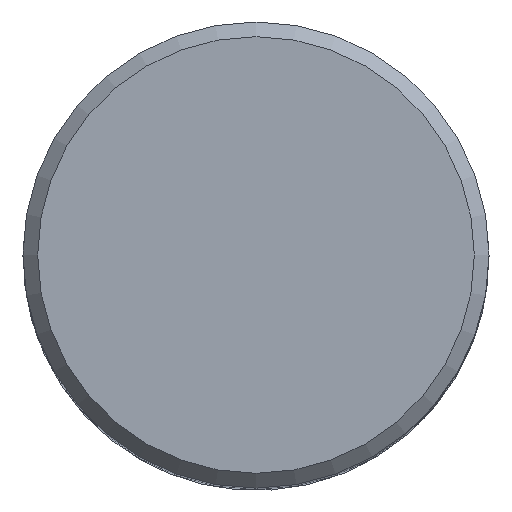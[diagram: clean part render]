
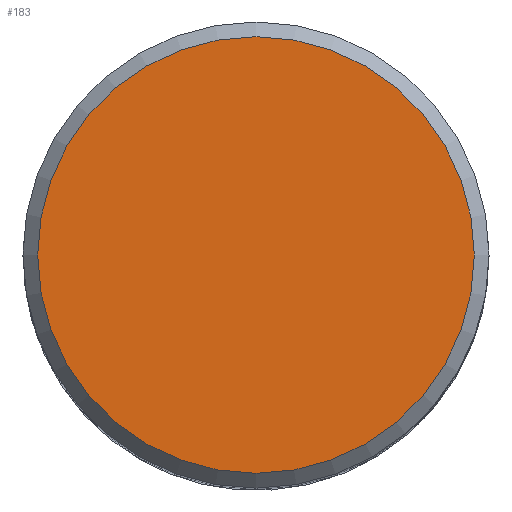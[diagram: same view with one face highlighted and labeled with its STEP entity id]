
A CAD part, top view. The second image highlights one B-rep face of the part: STEP entity #183.
In plain terms, the highlighted planar face has unit normal (0, 0, 1).
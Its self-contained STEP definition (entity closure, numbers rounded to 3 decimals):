
#164=FACE_OUTER_BOUND('',#264,.T.);
#183=ADVANCED_FACE('',(#164),#207,.T.);
#207=PLANE('',#567);
#264=EDGE_LOOP('',(#312));
#312=ORIENTED_EDGE('',*,*,#383,.T.);
#357=VERTEX_POINT('',#747);
#383=EDGE_CURVE('',#357,#357,#407,.T.);
#407=CIRCLE('',#566,23.5);
#566=AXIS2_PLACEMENT_3D('',#746,#639,#640);
#567=AXIS2_PLACEMENT_3D('',#748,#641,#642);
#639=DIRECTION('',(0.,0.,1.));
#640=DIRECTION('',(1.,0.,0.));
#641=DIRECTION('',(0.,0.,1.));
#642=DIRECTION('',(1.,0.,0.));
#746=CARTESIAN_POINT('',(0.,0.,0.));
#747=CARTESIAN_POINT('',(23.5,0.,0.));
#748=CARTESIAN_POINT('',(0.,0.,0.));
